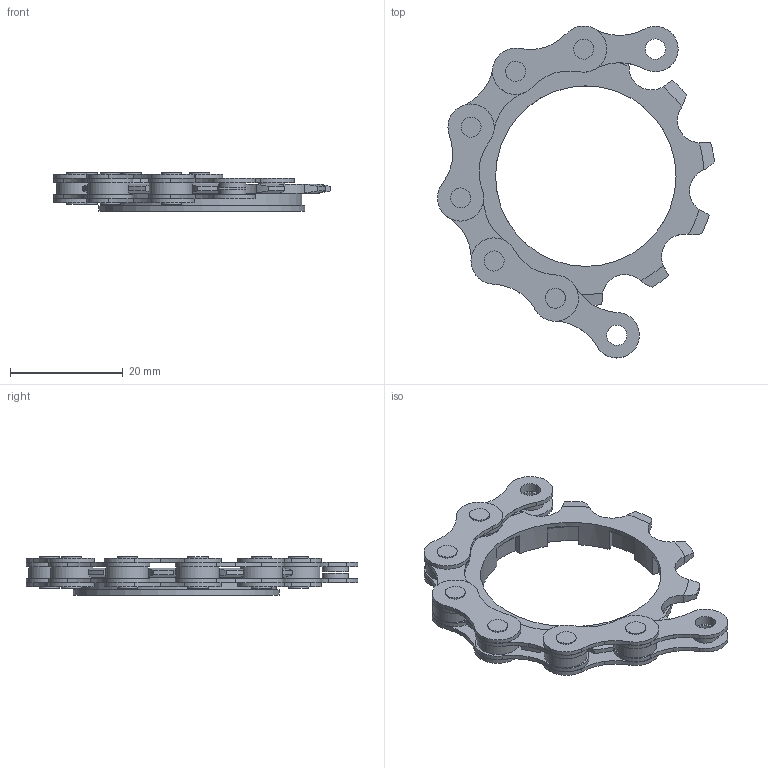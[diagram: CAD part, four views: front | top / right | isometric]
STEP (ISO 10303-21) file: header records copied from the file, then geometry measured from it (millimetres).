
FILE_DESCRIPTION(/* description */ (''),/* implementation_level */ '2;1');
FILE_NAME(/* name */ 'zlozenie_11s_nowy.stp',/* time_stamp */ '2022-05-10T21:59:49+02:00',/* author */ ('wilus'),/* organization */ (''),/* preprocessor_version */ 'ST-DEVELOPER v18.1',/* originating_system */ 'Autodesk Inventor 2022',/* authorisation */ '');
FILE_SCHEMA (('CONFIG_CONTROL_DESIGN'));
Length unit declared in the file: millimetre
Products named in the file (6): zlozenie_11s_nowy; 11t_11s; bl_zewn_x11n; bl_wewn_x11n; pin_x11n; rolka_x11n
Assembly tree (27 placements, depth 2):
  zlozenie_11s_nowy
    11t_11s
    bl_wewn_x11n  x8
    pin_x11n  x6
    rolka_x11n  x6
    bl_zewn_x11n  x6
Bounding box: 49.1 x 58.85 x 6.8 mm (x, y, z)
Volume: 3159.2 mm3; surface area: 7891.7 mm2
Topology: 27 solids, 27 shells, 332 faces, 779 edges, 520 vertices
Faces by surface type: cylinder 191, plane 99, cone 31, bspline 11
Full cylindrical faces by diameter (mm): 3.5 x12, 3.55 x6, 3.6 x16, 4.7 x16, 5.1 x6, 7.55 x6, 32 x1, 35.5 x1, 36.5 x1
Entity records: 5323 total; most frequent: CARTESIAN_POINT 1219, DIRECTION 816, ORIENTED_EDGE 808, EDGE_CURVE 404, AXIS2_PLACEMENT_3D 329, VERTEX_POINT 269, EDGE_LOOP 165, CIRCLE 158
